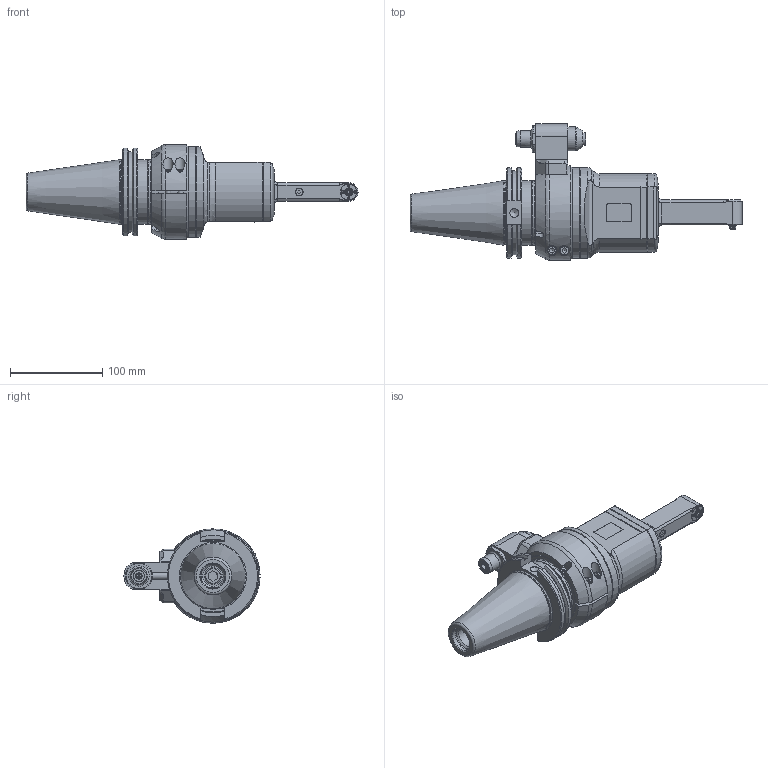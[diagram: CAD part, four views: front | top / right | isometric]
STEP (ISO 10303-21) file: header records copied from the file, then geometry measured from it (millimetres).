
FILE_DESCRIPTION(/* description */ (''),/* implementation_level */ '2;1');
FILE_NAME(/* name */ '9FS903L00-4C50.stp',/* time_stamp */ '2018-10-10T11:16:09-04:00',/* author */ ('dhartman'),/* organization */ (''),/* preprocessor_version */ 'ST-DEVELOPER v17',/* originating_system */ 'Autodesk Inventor 2018',/* authorisation */ '');
FILE_SCHEMA (('CONFIG_CONTROL_DESIGN','AUTOMOTIVE_DESIGN { 1 0 10303 214 3 1 1 }'));
Products named in the file (8): 9.FS9.03L00-4C50; 9_FS9_03L00; 9_GA1_458_2_4_C50; 9FL1ATC; 9F18T180_ASM; 9F18T180A; 9F18T180B; 9CT501ATC
Assembly tree (7 placements, depth 4):
  9.FS9.03L00-4C50
    9_FS9_03L00
    9_GA1_458_2_4_C50
      9FL1ATC
      9F18T180_ASM
        9F18T180A
        9F18T180B
      9CT501ATC
Bounding box: 359.1 x 147.23 x 101.99 mm (x, y, z)
Volume: 1307771.8 mm3; surface area: 164863.7 mm2
Topology: 5 solids, 7 shells, 501 faces, 1322 edges, 874 vertices
Faces by surface type: plane 248, cylinder 126, cone 85, torus 34, bspline 6, sphere 2
Full cylindrical faces by diameter (mm): 2.5 x3, 2.6 x6, 3 x3, 5 x2, 6 x6, 6.5 x1, 7 x1, 8 x3, 8.5 x2, 9 x1, 9.1 x1, 9.525 x1, 10 x4, 10.4 x2, 11 x2, 12 x2, 12.5 x1, 14 x1, 18 x2, 21.963 x1, 26 x1, 26.187 x1, 26.8 x1, 27 x1, 38 x2, 65 x1, 69.25 x1, 69.85 x1, 97.8 x1, 98 x1
Entity records: 57777 total; most frequent: CARTESIAN_POINT 44979, ORIENTED_EDGE 2610, DIRECTION 2535, EDGE_CURVE 1305, AXIS2_PLACEMENT_3D 965, VERTEX_POINT 874, LINE 605, VECTOR 605
